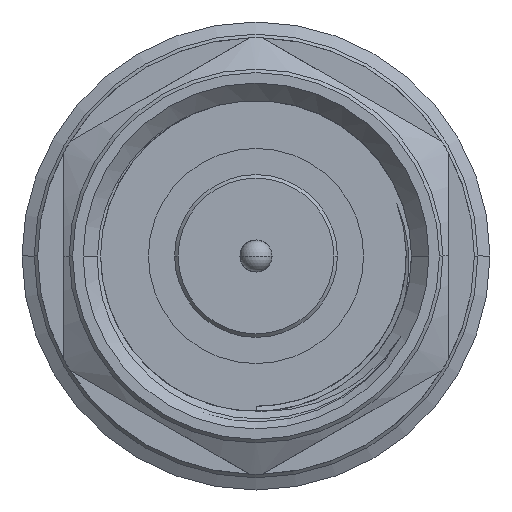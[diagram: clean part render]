
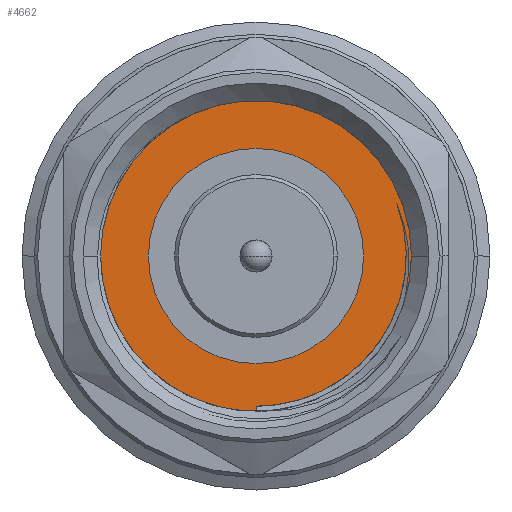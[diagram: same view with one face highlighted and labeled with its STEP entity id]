
A CAD part, left-side view. The second image highlights one B-rep face of the part: STEP entity #4662.
In plain terms, the highlighted planar face has unit normal (-1, 0, 0).
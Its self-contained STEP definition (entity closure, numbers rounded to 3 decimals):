
#25 = CARTESIAN_POINT ( 'NONE',  ( 5.02, -0.689, -4.259 ) ) ;
#96 = CARTESIAN_POINT ( 'NONE',  ( 5.02, -3.101, -3.001 ) ) ;
#104 = AXIS2_PLACEMENT_3D ( 'NONE', #198, #1404, #3420 ) ;
#120 = AXIS2_PLACEMENT_3D ( 'NONE', #4637, #2663, #3869 ) ;
#121 = CARTESIAN_POINT ( 'NONE',  ( 5.02, -4.222, -0.89 ) ) ;
#149 = VERTEX_POINT ( 'NONE', #4722 ) ;
#198 = CARTESIAN_POINT ( 'NONE',  ( 5.02, 0., 0. ) ) ;
#234 = DIRECTION ( 'NONE',  ( -1., 0., 0. ) ) ;
#382 = ORIENTED_EDGE ( 'NONE', *, *, #595, .T. ) ;
#385 = B_SPLINE_CURVE_WITH_KNOTS ( 'NONE', 3,
 ( #4030, #3711, #1275, #2531, #2873, #121, #2922, #4533, #934, #1303, #4054, #4132, #96, #4477, #539, #4080, #2144, #2897, #487, #25, #1620, #3294 ),
 .UNSPECIFIED., .F., .F.,
 ( 4, 2, 2, 2, 2, 2, 2, 2, 2, 2, 4 ),
 ( 0., 0.001, 0.002, 0.003, 0.004, 0.004, 0.005, 0.006, 0.006, 0.007, 0.008 ),
 .UNSPECIFIED. ) ;
#487 = CARTESIAN_POINT ( 'NONE',  ( 5.02, -1.357, -4.096 ) ) ;
#509 = FACE_BOUND ( 'NONE', #3948, .T. ) ;
#513 = ORIENTED_EDGE ( 'NONE', *, *, #4842, .T. ) ;
#539 = CARTESIAN_POINT ( 'NONE',  ( 5.02, -2.574, -3.45 ) ) ;
#563 = CARTESIAN_POINT ( 'NONE',  ( 5.02, -1.563, -4.369 ) ) ;
#595 = EDGE_CURVE ( 'NONE', #3266, #1045, #5044, .T. ) ;
#604 = CARTESIAN_POINT ( 'NONE',  ( 5.02, 4.64, 0. ) ) ;
#621 = ORIENTED_EDGE ( 'NONE', *, *, #1854, .F. ) ;
#749 = CARTESIAN_POINT ( 'NONE',  ( 5.02, 0., 0. ) ) ;
#776 = DIRECTION ( 'NONE',  ( 0., -1., 0. ) ) ;
#789 = CARTESIAN_POINT ( 'NONE',  ( 5.02, -4.139, -1.686 ) ) ;
#842 = CARTESIAN_POINT ( 'NONE',  ( 5.02, -2.587, -3.796 ) ) ;
#872 = EDGE_CURVE ( 'NONE', #1045, #149, #4499, .T. ) ;
#934 = CARTESIAN_POINT ( 'NONE',  ( 5.02, -3.879, -1.867 ) ) ;
#1045 = VERTEX_POINT ( 'NONE', #1673 ) ;
#1095 = CARTESIAN_POINT ( 'NONE',  ( 5.02, 3.08, 0. ) ) ;
#1107 = CARTESIAN_POINT ( 'NONE',  ( 5.02, 0., 0. ) ) ;
#1204 = EDGE_CURVE ( 'NONE', #2496, #149, #385, .T. ) ;
#1214 = PLANE ( 'NONE',  #1512 ) ;
#1254 = EDGE_LOOP ( 'NONE', ( #3227, #513, #382, #2628, #3950, #621 ) ) ;
#1260 = VERTEX_POINT ( 'NONE', #563 ) ;
#1265 = CARTESIAN_POINT ( 'NONE',  ( 5.02, -3.241, -3.198 ) ) ;
#1275 = CARTESIAN_POINT ( 'NONE',  ( 5.02, -4.235, 0.827 ) ) ;
#1293 = CARTESIAN_POINT ( 'NONE',  ( 5.02, -2.82, -3.608 ) ) ;
#1303 = CARTESIAN_POINT ( 'NONE',  ( 5.02, -3.717, -2.171 ) ) ;
#1404 = DIRECTION ( 'NONE',  ( -1., 0., 0. ) ) ;
#1410 = CARTESIAN_POINT ( 'NONE',  ( 5.02, -4.64, 0. ) ) ;
#1485 = CARTESIAN_POINT ( 'NONE',  ( 5.02, 0., 0. ) ) ;
#1512 = AXIS2_PLACEMENT_3D ( 'NONE', #1587, #2060, #2500 ) ;
#1583 = CARTESIAN_POINT ( 'NONE',  ( 5.02, -1.836, -4.256 ) ) ;
#1587 = CARTESIAN_POINT ( 'NONE',  ( 5.02, 0., 0. ) ) ;
#1620 = CARTESIAN_POINT ( 'NONE',  ( 5.02, -0.348, -4.301 ) ) ;
#1673 = CARTESIAN_POINT ( 'NONE',  ( 5.02, 0., -4.64 ) ) ;
#1682 = VERTEX_POINT ( 'NONE', #1410 ) ;
#1687 = CARTESIAN_POINT ( 'NONE',  ( 5.02, -4.228, -1.405 ) ) ;
#1691 = CARTESIAN_POINT ( 'NONE',  ( 5.02, -4.035, 1.49 ) ) ;
#1694 = DIRECTION ( 'NONE',  ( 0., 0., 1. ) ) ;
#1854 = EDGE_CURVE ( 'NONE', #1260, #2496, #3058, .T. ) ;
#1930 = AXIS2_PLACEMENT_3D ( 'NONE', #749, #3474, #3142 ) ;
#2056 = CARTESIAN_POINT ( 'NONE',  ( 5.02, -3.765, -2.487 ) ) ;
#2060 = DIRECTION ( 'NONE',  ( 1., 0., 0. ) ) ;
#2134 = CIRCLE ( 'NONE', #120, 4.64 ) ;
#2144 = CARTESIAN_POINT ( 'NONE',  ( 5.02, -2.142, -3.734 ) ) ;
#2257 = AXIS2_PLACEMENT_3D ( 'NONE', #1485, #3924, #776 ) ;
#2395 = CARTESIAN_POINT ( 'NONE',  ( 5.02, -4.383, 0.056 ) ) ;
#2420 = CIRCLE ( 'NONE', #1930, 4.64 ) ;
#2496 = VERTEX_POINT ( 'NONE', #1691 ) ;
#2500 = DIRECTION ( 'NONE',  ( 0., 1., 0. ) ) ;
#2512 = ORIENTED_EDGE ( 'NONE', *, *, #4790, .F. ) ;
#2531 = CARTESIAN_POINT ( 'NONE',  ( 5.02, -4.313, 0.136 ) ) ;
#2566 = ORIENTED_EDGE ( 'NONE', *, *, #2734, .F. ) ;
#2628 = ORIENTED_EDGE ( 'NONE', *, *, #872, .T. ) ;
#2663 = DIRECTION ( 'NONE',  ( -1., 0., 0. ) ) ;
#2734 = EDGE_CURVE ( 'NONE', #4861, #2847, #4981, .T. ) ;
#2847 = VERTEX_POINT ( 'NONE', #5072 ) ;
#2873 = CARTESIAN_POINT ( 'NONE',  ( 5.02, -4.31, -0.208 ) ) ;
#2897 = CARTESIAN_POINT ( 'NONE',  ( 5.02, -1.686, -3.972 ) ) ;
#2922 = CARTESIAN_POINT ( 'NONE',  ( 5.02, -4.136, -1.23 ) ) ;
#3058 = B_SPLINE_CURVE_WITH_KNOTS ( 'NONE', 3,
 ( #3962, #1583, #3183, #842, #1293, #1265, #4494, #2056, #4792, #789, #1687, #4465, #3285, #2395, #3624, #3992, #4411, #4891 ),
 .UNSPECIFIED., .F., .F.,
 ( 4, 2, 2, 2, 2, 2, 2, 2, 4 ),
 ( 0.001, 0.002, 0.003, 0.004, 0.005, 0.006, 0.007, 0.008, 0.008 ),
 .UNSPECIFIED. ) ;
#3142 = DIRECTION ( 'NONE',  ( 0., -1., 0. ) ) ;
#3183 = CARTESIAN_POINT ( 'NONE',  ( 5.02, -2.095, -4.119 ) ) ;
#3227 = ORIENTED_EDGE ( 'NONE', *, *, #5086, .T. ) ;
#3266 = VERTEX_POINT ( 'NONE', #604 ) ;
#3285 = CARTESIAN_POINT ( 'NONE',  ( 5.02, -4.379, -0.531 ) ) ;
#3294 = CARTESIAN_POINT ( 'NONE',  ( 5.02, 0., -4.301 ) ) ;
#3420 = DIRECTION ( 'NONE',  ( 0., -1., 0. ) ) ;
#3474 = DIRECTION ( 'NONE',  ( -1., 0., 0. ) ) ;
#3624 = CARTESIAN_POINT ( 'NONE',  ( 5.02, -4.356, 0.354 ) ) ;
#3654 = CARTESIAN_POINT ( 'NONE',  ( 5.02, 0., 0. ) ) ;
#3711 = CARTESIAN_POINT ( 'NONE',  ( 5.02, -4.155, 1.163 ) ) ;
#3869 = DIRECTION ( 'NONE',  ( 0., -1., 0. ) ) ;
#3924 = DIRECTION ( 'NONE',  ( -1., 0., 0. ) ) ;
#3948 = EDGE_LOOP ( 'NONE', ( #2512, #2566 ) ) ;
#3950 = ORIENTED_EDGE ( 'NONE', *, *, #1204, .F. ) ;
#3962 = CARTESIAN_POINT ( 'NONE',  ( 5.02, -1.563, -4.369 ) ) ;
#3992 = CARTESIAN_POINT ( 'NONE',  ( 5.02, -4.239, 0.934 ) ) ;
#4014 = CIRCLE ( 'NONE', #2257, 3.08 ) ;
#4030 = CARTESIAN_POINT ( 'NONE',  ( 5.02, -4.035, 1.49 ) ) ;
#4054 = CARTESIAN_POINT ( 'NONE',  ( 5.02, -3.626, -2.32 ) ) ;
#4080 = CARTESIAN_POINT ( 'NONE',  ( 5.02, -2.289, -3.645 ) ) ;
#4132 = CARTESIAN_POINT ( 'NONE',  ( 5.02, -3.329, -2.745 ) ) ;
#4387 = AXIS2_PLACEMENT_3D ( 'NONE', #1107, #234, #5046 ) ;
#4411 = CARTESIAN_POINT ( 'NONE',  ( 5.02, -4.152, 1.216 ) ) ;
#4465 = CARTESIAN_POINT ( 'NONE',  ( 5.02, -4.349, -0.823 ) ) ;
#4477 = CARTESIAN_POINT ( 'NONE',  ( 5.02, -2.712, -3.343 ) ) ;
#4494 = CARTESIAN_POINT ( 'NONE',  ( 5.02, -3.43, -2.974 ) ) ;
#4499 = LINE ( 'NONE', #3654, #4658 ) ;
#4533 = CARTESIAN_POINT ( 'NONE',  ( 5.02, -3.95, -1.71 ) ) ;
#4637 = CARTESIAN_POINT ( 'NONE',  ( 5.02, 0., 0. ) ) ;
#4658 = VECTOR ( 'NONE', #1694, 1000. ) ;
#4662 = ADVANCED_FACE ( 'NONE', ( #509, #4896 ), #1214, .F. ) ;
#4722 = CARTESIAN_POINT ( 'NONE',  ( 5.02, 0., -4.301 ) ) ;
#4790 = EDGE_CURVE ( 'NONE', #2847, #4861, #4014, .T. ) ;
#4792 = CARTESIAN_POINT ( 'NONE',  ( 5.02, -3.909, -2.226 ) ) ;
#4842 = EDGE_CURVE ( 'NONE', #1682, #3266, #2420, .T. ) ;
#4861 = VERTEX_POINT ( 'NONE', #1095 ) ;
#4891 = CARTESIAN_POINT ( 'NONE',  ( 5.02, -4.035, 1.49 ) ) ;
#4896 = FACE_OUTER_BOUND ( 'NONE', #1254, .T. ) ;
#4981 = CIRCLE ( 'NONE', #4387, 3.08 ) ;
#5044 = CIRCLE ( 'NONE', #104, 4.64 ) ;
#5046 = DIRECTION ( 'NONE',  ( 0., -1., 0. ) ) ;
#5072 = CARTESIAN_POINT ( 'NONE',  ( 5.02, -3.08, 0. ) ) ;
#5086 = EDGE_CURVE ( 'NONE', #1260, #1682, #2134, .T. ) ;
